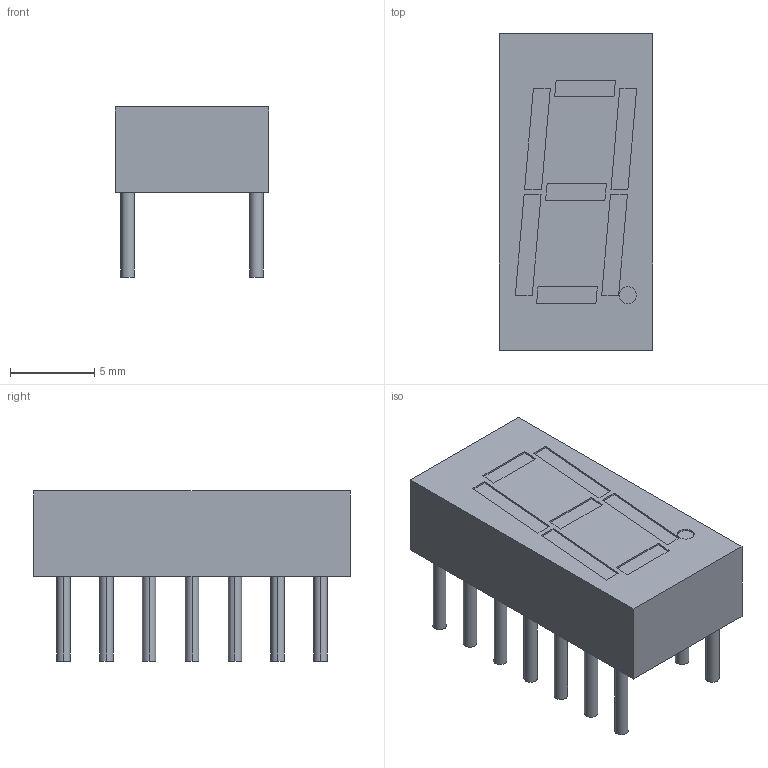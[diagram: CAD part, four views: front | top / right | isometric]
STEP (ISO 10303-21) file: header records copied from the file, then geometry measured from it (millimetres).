
FILE_DESCRIPTION (( 'STEP AP214' ), '1' );
FILE_NAME ('User Library-0.3in Seven Segment Display.STEP', '2021-05-11T10:46:02', ( '' ), ( '' ), 'SwSTEP 2.0', 'SolidWorks 2020', '' );
FILE_SCHEMA (( 'AUTOMOTIVE_DESIGN' ));
Length unit declared in the file: millimetre
Products named in the file (1): User Library-0.3in Seven Segment Display
Bounding box: 9.08 x 18.75 x 10.08 mm (x, y, z)
Volume: 896.5 mm3; surface area: 807.8 mm2
Topology: 1 solids, 1 shells, 86 faces, 186 edges, 124 vertices
Faces by surface type: plane 56, cylinder 30
Entity records: 2538 total; most frequent: DIRECTION 420, CARTESIAN_POINT 397, ORIENTED_EDGE 372, EDGE_CURVE 186, AXIS2_PLACEMENT_3D 147, LINE 126, VECTOR 126, VERTEX_POINT 124
